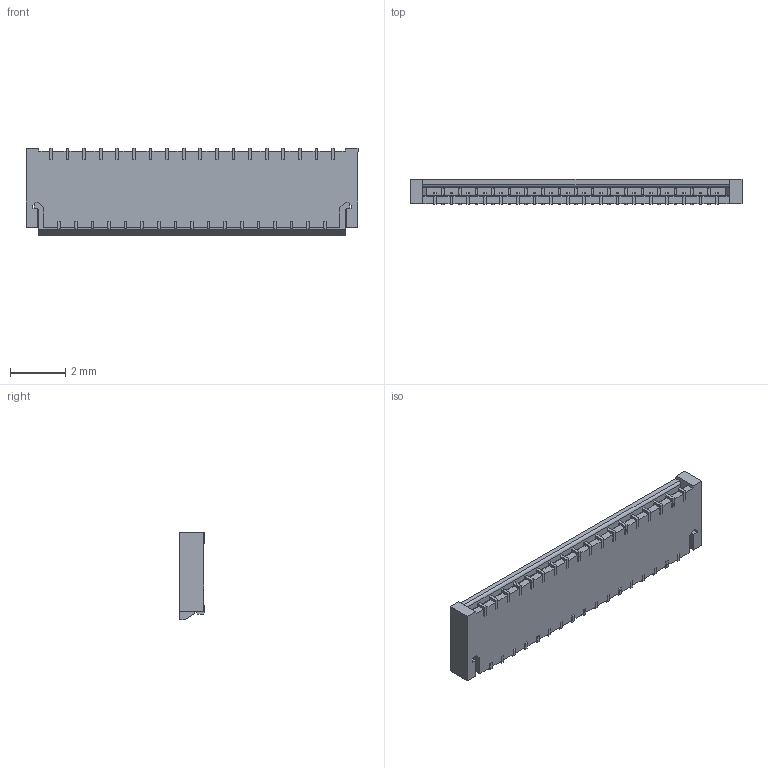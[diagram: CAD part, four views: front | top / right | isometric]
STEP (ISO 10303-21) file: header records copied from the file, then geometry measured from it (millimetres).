
FILE_DESCRIPTION (( 'STEP AP214' ), '1' );
FILE_NAME ('ayf333535-closed.step', '2018-06-26T06:33:22', ( '' ), ( '(C)Panasonic Corporation 2018' ), '', '', '' );
FILE_SCHEMA (( 'AUTOMOTIVE_DESIGN' ));
Length unit declared in the file: millimetre
Products named in the file (1): ayf333535-closed
Bounding box: 12 x 0.9 x 3.15 mm (x, y, z)
Volume: 26.7 mm3; surface area: 131.6 mm2
Topology: 1 solids, 1 shells, 849 faces, 2451 edges, 1634 vertices
Faces by surface type: plane 741, cylinder 108
Entity records: 36912 total; most frequent: CARTESIAN_POINT 4953, ORIENTED_EDGE 4902, DIRECTION 4391, EDGE_CURVE 2451, VECTOR 2199, LINE 2199, VERTEX_POINT 1634, AXIS2_PLACEMENT_3D 1096
